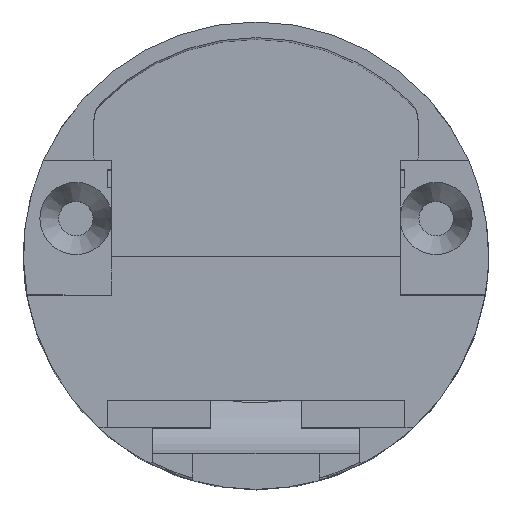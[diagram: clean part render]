
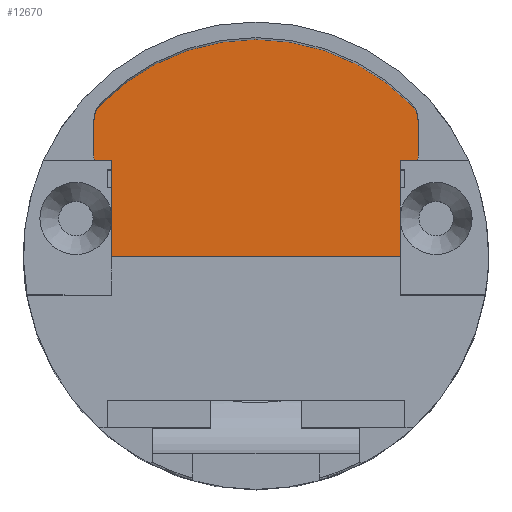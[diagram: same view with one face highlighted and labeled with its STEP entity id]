
A CAD part, top view. The second image highlights one B-rep face of the part: STEP entity #12670.
In plain terms, the highlighted planar face has unit normal (0, 0, 1).
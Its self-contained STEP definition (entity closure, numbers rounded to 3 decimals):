
#267=PLANE('',#13316);
#2019=FACE_OUTER_BOUND('',#2775,.T.);
#2775=EDGE_LOOP('',(#11656,#11657,#11658,#11659,#11660,#11661,#11662,#11663,
#11664,#11665,#11666,#11667));
#3607=LINE('',#28021,#4563);
#3625=LINE('',#28075,#4581);
#3634=LINE('',#28102,#4590);
#3715=LINE('',#28284,#4671);
#3722=LINE('',#28299,#4678);
#3723=LINE('',#28307,#4679);
#3724=LINE('',#28309,#4680);
#4563=VECTOR('',#15089,10.);
#4581=VECTOR('',#15133,10.);
#4590=VECTOR('',#15156,10.);
#4671=VECTOR('',#15361,10.);
#4678=VECTOR('',#15372,10.);
#4679=VECTOR('',#15379,10.);
#4680=VECTOR('',#15382,10.);
#4989=CIRCLE('',#13317,2.5);
#4990=CIRCLE('',#13318,2.5);
#4991=CIRCLE('',#13319,24.087);
#4992=CIRCLE('',#13320,2.5);
#4993=CIRCLE('',#13321,2.5);
#6126=VERTEX_POINT('',#28018);
#6127=VERTEX_POINT('',#28020);
#6149=VERTEX_POINT('',#28072);
#6150=VERTEX_POINT('',#28074);
#6160=VERTEX_POINT('',#28097);
#6161=VERTEX_POINT('',#28100);
#6205=VERTEX_POINT('',#28296);
#6206=VERTEX_POINT('',#28298);
#6207=VERTEX_POINT('',#28300);
#6208=VERTEX_POINT('',#28302);
#6209=VERTEX_POINT('',#28304);
#6210=VERTEX_POINT('',#28306);
#7913=EDGE_CURVE('',#6127,#6126,#3607,.T.);
#7940=EDGE_CURVE('',#6150,#6149,#3625,.T.);
#7954=EDGE_CURVE('',#6160,#6161,#3634,.T.);
#8041=EDGE_CURVE('',#6126,#6160,#3715,.T.);
#8048=EDGE_CURVE('',#6161,#6205,#4989,.T.);
#8049=EDGE_CURVE('',#6205,#6206,#3722,.T.);
#8050=EDGE_CURVE('',#6206,#6207,#4990,.T.);
#8051=EDGE_CURVE('',#6208,#6207,#4991,.T.);
#8052=EDGE_CURVE('',#6208,#6209,#4992,.T.);
#8053=EDGE_CURVE('',#6209,#6210,#3723,.T.);
#8054=EDGE_CURVE('',#6210,#6150,#4993,.T.);
#8055=EDGE_CURVE('',#6149,#6127,#3724,.T.);
#11656=ORIENTED_EDGE('',*,*,#7954,.T.);
#11657=ORIENTED_EDGE('',*,*,#8048,.T.);
#11658=ORIENTED_EDGE('',*,*,#8049,.T.);
#11659=ORIENTED_EDGE('',*,*,#8050,.T.);
#11660=ORIENTED_EDGE('',*,*,#8051,.F.);
#11661=ORIENTED_EDGE('',*,*,#8052,.T.);
#11662=ORIENTED_EDGE('',*,*,#8053,.T.);
#11663=ORIENTED_EDGE('',*,*,#8054,.T.);
#11664=ORIENTED_EDGE('',*,*,#7940,.T.);
#11665=ORIENTED_EDGE('',*,*,#8055,.T.);
#11666=ORIENTED_EDGE('',*,*,#7913,.T.);
#11667=ORIENTED_EDGE('',*,*,#8041,.T.);
#12670=ADVANCED_FACE('',(#2019),#267,.T.);
#13316=AXIS2_PLACEMENT_3D('',#28295,#15368,#15369);
#13317=AXIS2_PLACEMENT_3D('',#28297,#15370,#15371);
#13318=AXIS2_PLACEMENT_3D('',#28301,#15373,#15374);
#13319=AXIS2_PLACEMENT_3D('',#28303,#15375,#15376);
#13320=AXIS2_PLACEMENT_3D('',#28305,#15377,#15378);
#13321=AXIS2_PLACEMENT_3D('',#28308,#15380,#15381);
#15089=DIRECTION('',(1.,0.,0.));
#15133=DIRECTION('',(1.,0.,0.));
#15156=DIRECTION('',(1.,0.,0.));
#15361=DIRECTION('',(0.,1.,0.));
#15368=DIRECTION('center_axis',(0.,0.,1.));
#15369=DIRECTION('ref_axis',(1.,0.,0.));
#15370=DIRECTION('center_axis',(0.,0.,1.));
#15371=DIRECTION('ref_axis',(0.2,-0.98,0.));
#15372=DIRECTION('',(0.,1.,0.));
#15373=DIRECTION('center_axis',(0.,0.,1.));
#15374=DIRECTION('ref_axis',(0.707,0.707,0.));
#15375=DIRECTION('center_axis',(0.,0.,-1.));
#15376=DIRECTION('ref_axis',(0.719,0.695,0.));
#15377=DIRECTION('center_axis',(0.,0.,1.));
#15378=DIRECTION('ref_axis',(-0.707,0.707,0.));
#15379=DIRECTION('',(0.,-1.,0.));
#15380=DIRECTION('center_axis',(0.,0.,1.));
#15381=DIRECTION('ref_axis',(-0.2,-0.98,0.));
#15382=DIRECTION('',(0.,-1.,0.));
#28018=CARTESIAN_POINT('',(16.,0.,96.3));
#28020=CARTESIAN_POINT('',(-16.,0.,96.3));
#28021=CARTESIAN_POINT('',(-0.987,0.,96.3));
#28072=CARTESIAN_POINT('',(-16.,10.4,96.3));
#28074=CARTESIAN_POINT('',(-17.933,10.4,96.3));
#28075=CARTESIAN_POINT('',(-2.237,10.4,96.3));
#28097=CARTESIAN_POINT('',(16.,10.4,96.3));
#28100=CARTESIAN_POINT('',(17.933,10.4,96.3));
#28102=CARTESIAN_POINT('',(14.263,10.4,96.3));
#28284=CARTESIAN_POINT('',(16.,4.263,96.3));
#28295=CARTESIAN_POINT('Origin',(12.025,0.,96.3));
#28296=CARTESIAN_POINT('',(18.,10.975,96.3));
#28297=CARTESIAN_POINT('Origin',(15.5,10.975,96.3));
#28298=CARTESIAN_POINT('',(18.,15.025,96.3));
#28299=CARTESIAN_POINT('',(18.,5.487,96.3));
#28300=CARTESIAN_POINT('',(17.268,16.793,96.3));
#28301=CARTESIAN_POINT('Origin',(15.5,15.025,96.3));
#28302=CARTESIAN_POINT('',(-17.268,16.793,96.3));
#28303=CARTESIAN_POINT('Origin',(0.,0.,
96.3));
#28304=CARTESIAN_POINT('',(-18.,15.025,96.3));
#28305=CARTESIAN_POINT('Origin',(-15.5,15.025,96.3));
#28306=CARTESIAN_POINT('',(-18.,10.975,96.3));
#28307=CARTESIAN_POINT('',(-18.,8.763,96.3));
#28308=CARTESIAN_POINT('Origin',(-15.5,10.975,96.3));
#28309=CARTESIAN_POINT('',(-16.,-7.1,96.3));
